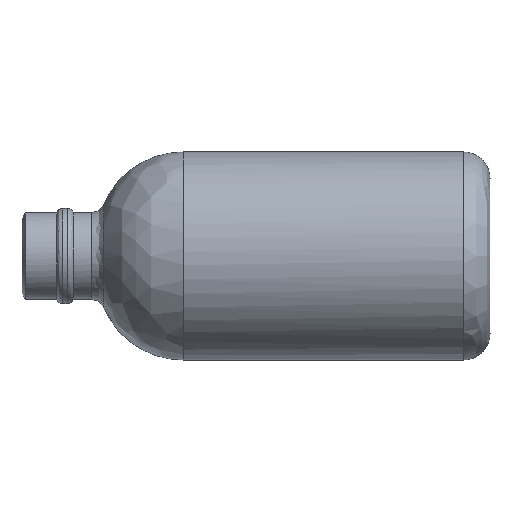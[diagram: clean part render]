
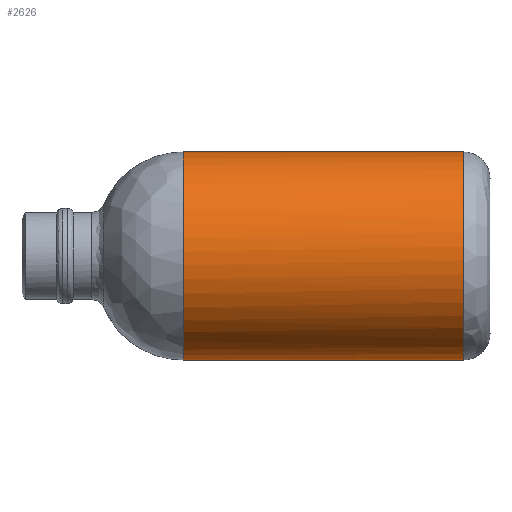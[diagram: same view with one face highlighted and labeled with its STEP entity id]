
A CAD part, left-side view. The second image highlights one B-rep face of the part: STEP entity #2626.
In plain terms, the highlighted free-form (B-spline) face has degree [2, 1] with [5, 2] control points.
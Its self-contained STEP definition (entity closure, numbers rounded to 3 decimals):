
#2626 = ADVANCED_FACE('',(#2627),#2663,.T.);
#2627 = FACE_BOUND('',#2628,.T.);
#2628 = EDGE_LOOP('',(#2629,#2641,#2648,#2658));
#2629 = ORIENTED_EDGE('',*,*,#2630,.F.);
#2630 = EDGE_CURVE('',#2631,#2633,#2635,.T.);
#2631 = VERTEX_POINT('',#2632);
#2632 = CARTESIAN_POINT('',(0.,51.145,
    30.055));
#2633 = VERTEX_POINT('',#2634);
#2634 = CARTESIAN_POINT('',(0.,51.145,
    -30.055));
#2635 = ( BOUNDED_CURVE() B_SPLINE_CURVE(2,(#2636,#2637,#2638,#2639,
#2640),.UNSPECIFIED.,.F.,.F.) B_SPLINE_CURVE_WITH_KNOTS((3,2,3),(
    0.,1.571,3.142),
.PIECEWISE_BEZIER_KNOTS.) CURVE() GEOMETRIC_REPRESENTATION_ITEM() 
RATIONAL_B_SPLINE_CURVE((1.,0.707,1.,0.707,1.)) 
REPRESENTATION_ITEM('') );
#2636 = CARTESIAN_POINT('',(0.,51.145,
    30.055));
#2637 = CARTESIAN_POINT('',(-30.055,51.145,
    30.055));
#2638 = CARTESIAN_POINT('',(-30.055,51.145,
    0.));
#2639 = CARTESIAN_POINT('',(-30.055,51.145,
    -30.055));
#2640 = CARTESIAN_POINT('',(0.,51.145,
    -30.055));
#2641 = ORIENTED_EDGE('',*,*,#2642,.F.);
#2642 = EDGE_CURVE('',#2643,#2631,#2645,.T.);
#2643 = VERTEX_POINT('',#2644);
#2644 = CARTESIAN_POINT('',(0.,-29.772,
    30.055));
#2645 = B_SPLINE_CURVE_WITH_KNOTS('',1,(#2646,#2647),.UNSPECIFIED.,.F.,
  .F.,(2,2),(0.,84.),.PIECEWISE_BEZIER_KNOTS.);
#2646 = CARTESIAN_POINT('',(0.,-29.772,30.055));
#2647 = CARTESIAN_POINT('',(0.,51.145,30.055));
#2648 = ORIENTED_EDGE('',*,*,#2649,.F.);
#2649 = EDGE_CURVE('',#2650,#2643,#2652,.T.);
#2650 = VERTEX_POINT('',#2651);
#2651 = CARTESIAN_POINT('',(0.,-29.772,
    -30.055));
#2652 = ( BOUNDED_CURVE() B_SPLINE_CURVE(2,(#2653,#2654,#2655,#2656,
#2657),.UNSPECIFIED.,.F.,.F.) B_SPLINE_CURVE_WITH_KNOTS((3,2,3),(0.,
1.571,3.142),.PIECEWISE_BEZIER_KNOTS.) CURVE() 
GEOMETRIC_REPRESENTATION_ITEM() RATIONAL_B_SPLINE_CURVE((1.,
0.707,1.,0.707,1.)) REPRESENTATION_ITEM('') );
#2653 = CARTESIAN_POINT('',(0.,-29.772,
    -30.055));
#2654 = CARTESIAN_POINT('',(-30.055,-29.772,
    -30.055));
#2655 = CARTESIAN_POINT('',(-30.055,-29.772,
    0.));
#2656 = CARTESIAN_POINT('',(-30.055,-29.772,
    30.055));
#2657 = CARTESIAN_POINT('',(0.,-29.772,
    30.055));
#2658 = ORIENTED_EDGE('',*,*,#2659,.F.);
#2659 = EDGE_CURVE('',#2633,#2650,#2660,.T.);
#2660 = B_SPLINE_CURVE_WITH_KNOTS('',1,(#2661,#2662),.UNSPECIFIED.,.F.,
  .F.,(2,2),(0.,84.),.PIECEWISE_BEZIER_KNOTS.);
#2661 = CARTESIAN_POINT('',(0.,51.145,-30.055));
#2662 = CARTESIAN_POINT('',(0.,-29.772,-30.055));
#2663 = ( BOUNDED_SURFACE() B_SPLINE_SURFACE(2,1,(
    (#2664,#2665)
    ,(#2666,#2667)
    ,(#2668,#2669)
    ,(#2670,#2671)
    ,(#2672,#2673
)),.UNSPECIFIED.,.F.,.F.,.F.) B_SPLINE_SURFACE_WITH_KNOTS((3,2,3),(2,2),
  (0.,1.571,3.142),(0.,84.),.PIECEWISE_BEZIER_KNOTS.) 
GEOMETRIC_REPRESENTATION_ITEM() RATIONAL_B_SPLINE_SURFACE((
    (1.,1.)
    ,(0.707,0.707)
    ,(1.,1.)
    ,(0.707,0.707)
,(1.,1.))) REPRESENTATION_ITEM('') SURFACE() );
#2664 = CARTESIAN_POINT('',(0.,-29.772,
    30.055));
#2665 = CARTESIAN_POINT('',(0.,51.145,
    30.055));
#2666 = CARTESIAN_POINT('',(-30.055,-29.772,
    30.055));
#2667 = CARTESIAN_POINT('',(-30.055,51.145,
    30.055));
#2668 = CARTESIAN_POINT('',(-30.055,-29.772,
    0.));
#2669 = CARTESIAN_POINT('',(-30.055,51.145,
    0.));
#2670 = CARTESIAN_POINT('',(-30.055,-29.772,
    -30.055));
#2671 = CARTESIAN_POINT('',(-30.055,51.145,
    -30.055));
#2672 = CARTESIAN_POINT('',(0.,-29.772,
    -30.055));
#2673 = CARTESIAN_POINT('',(0.,51.145,
    -30.055));
